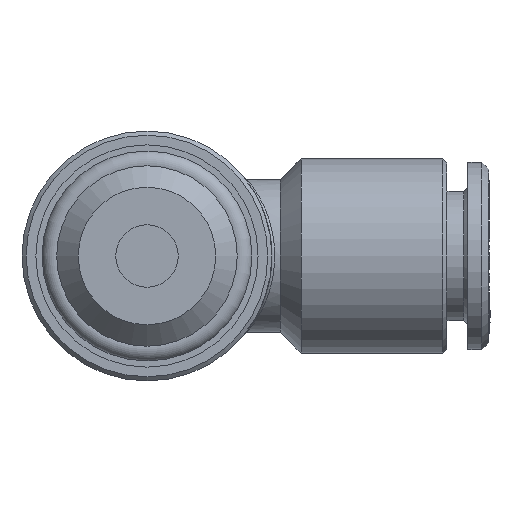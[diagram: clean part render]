
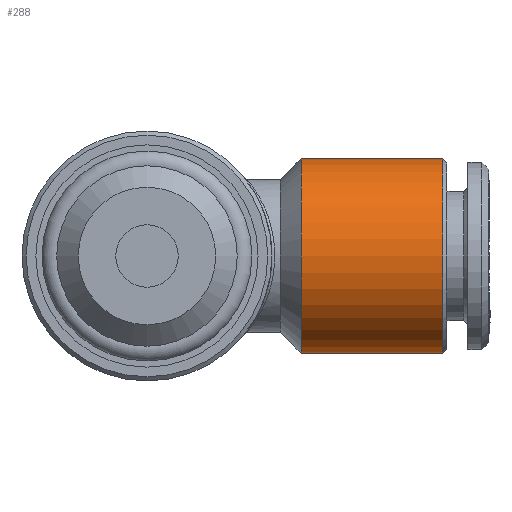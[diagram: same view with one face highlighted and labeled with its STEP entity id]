
A CAD part, front view. The second image highlights one B-rep face of the part: STEP entity #288.
In plain terms, the highlighted cylindrical face has radius 7 mm (diameter 14 mm), a full revolution.
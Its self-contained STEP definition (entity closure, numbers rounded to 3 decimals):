
#288 = ADVANCED_FACE( 'NONE', ( #688, #689 ), #690, .T. );
#688 = FACE_OUTER_BOUND( '', #2508, .T. );
#689 = FACE_OUTER_BOUND( '', #2509, .T. );
#690 = CYLINDRICAL_SURFACE( '', #2510, 7. );
#2508 = EDGE_LOOP( '', ( #4757 ) );
#2509 = EDGE_LOOP( '', ( #4758 ) );
#2510 = AXIS2_PLACEMENT_3D( '', #4759, #4760, #4761 );
#4757 = ORIENTED_EDGE( '', *, *, #5948, .T. );
#4758 = ORIENTED_EDGE( '', *, *, #5949, .F. );
#4759 = CARTESIAN_POINT( '', ( -5.577, 17.7, 0. ) );
#4760 = DIRECTION( '', ( -1., 0., 0. ) );
#4761 = DIRECTION( '', ( 0., 0., 1. ) );
#5948 = EDGE_CURVE( 'NONE', #6856, #6856, #6857, .T. );
#5949 = EDGE_CURVE( 'NONE', #6858, #6858, #6859, .T. );
#6856 = VERTEX_POINT( '', #10060 );
#6857 = CIRCLE( '', #10061, 7. );
#6858 = VERTEX_POINT( '', #10062 );
#6859 = CIRCLE( '', #10063, 7. );
#10060 = CARTESIAN_POINT( '', ( 21.3, 17.7, 7. ) );
#10061 = AXIS2_PLACEMENT_3D( '', #11107, #11108, #11109 );
#10062 = CARTESIAN_POINT( '', ( 11.1, 17.7, -7. ) );
#10063 = AXIS2_PLACEMENT_3D( '', #11110, #11111, #11112 );
#11107 = CARTESIAN_POINT( '', ( 21.3, 17.7, 0. ) );
#11108 = DIRECTION( '', ( -1., 0., 0. ) );
#11109 = DIRECTION( '', ( 0., 0., 1. ) );
#11110 = CARTESIAN_POINT( '', ( 11.1, 17.7, 0. ) );
#11111 = DIRECTION( '', ( -1., 0., 0. ) );
#11112 = DIRECTION( '', ( 0., 0., -1. ) );
